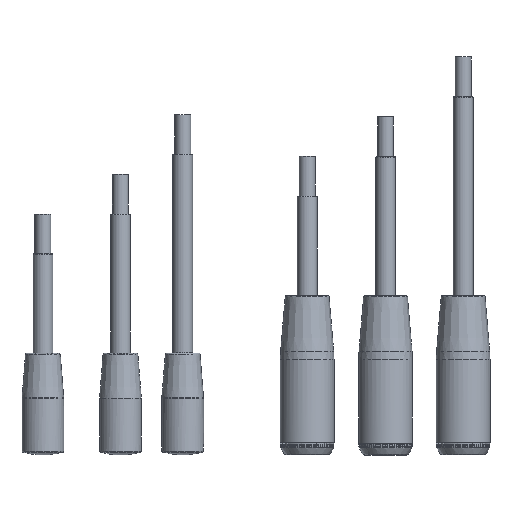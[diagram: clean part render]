
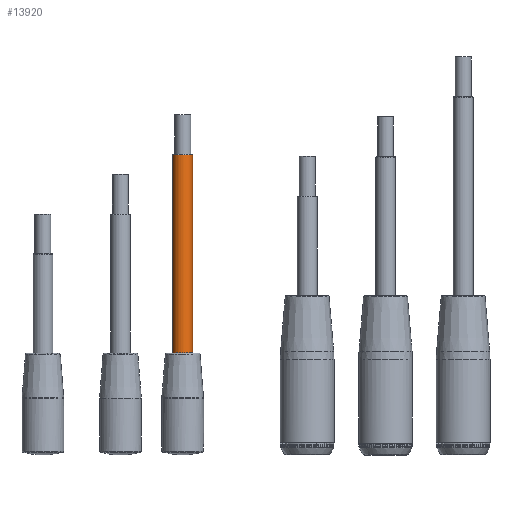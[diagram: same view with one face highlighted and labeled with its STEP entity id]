
A CAD part, front view. The second image highlights one B-rep face of the part: STEP entity #13920.
In plain terms, the highlighted cylindrical face has radius 4.97 mm (diameter 9.94 mm), a full revolution.
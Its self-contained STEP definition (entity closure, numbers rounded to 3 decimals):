
#2315=CYLINDRICAL_SURFACE('',#14937,4.97);
#2579=FACE_BOUND('',#3670,.T.);
#2676=FACE_OUTER_BOUND('',#3669,.T.);
#3669=EDGE_LOOP('',(#9489));
#3670=EDGE_LOOP('',(#9490));
#4665=CIRCLE('',#14935,4.97);
#4667=CIRCLE('',#14938,4.97);
#5832=VERTEX_POINT('',#22349);
#5834=VERTEX_POINT('',#22354);
#7212=EDGE_CURVE('',#5832,#5832,#4665,.T.);
#7214=EDGE_CURVE('',#5834,#5834,#4667,.T.);
#9489=ORIENTED_EDGE('',*,*,#7214,.F.);
#9490=ORIENTED_EDGE('',*,*,#7212,.F.);
#13920=ADVANCED_FACE('',(#2676,#2579),#2315,.T.);
#14935=AXIS2_PLACEMENT_3D('',#22350,#17173,#17174);
#14937=AXIS2_PLACEMENT_3D('',#22353,#17177,#17178);
#14938=AXIS2_PLACEMENT_3D('',#22355,#17179,#17180);
#17173=DIRECTION('center_axis',(1.,0.,0.));
#17174=DIRECTION('ref_axis',(0.,-1.,0.));
#17177=DIRECTION('center_axis',(1.,0.,0.));
#17178=DIRECTION('ref_axis',(0.,1.,0.));
#17179=DIRECTION('center_axis',(-1.,0.,0.));
#17180=DIRECTION('ref_axis',(0.,-1.,0.));
#22349=CARTESIAN_POINT('',(119.8,4.97,0.));
#22350=CARTESIAN_POINT('Origin',(119.8,0.,0.));
#22353=CARTESIAN_POINT('Origin',(70.,0.,0.));
#22354=CARTESIAN_POINT('',(20.2,4.97,0.));
#22355=CARTESIAN_POINT('Origin',(20.2,0.,0.));
